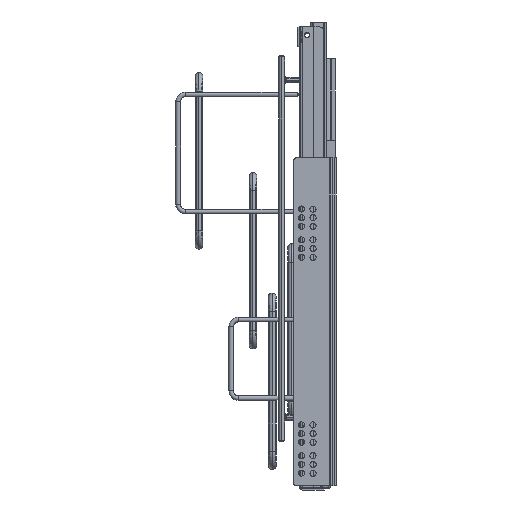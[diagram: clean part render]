
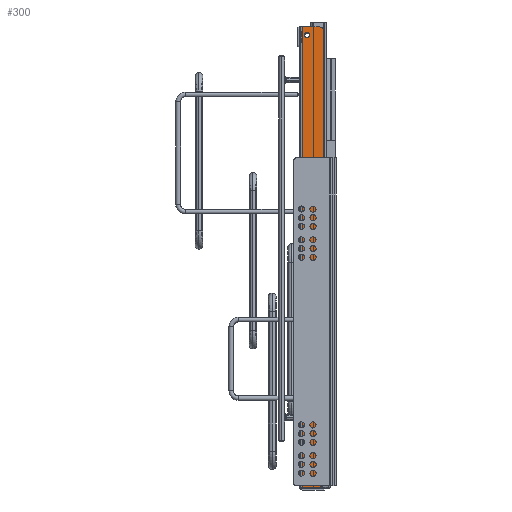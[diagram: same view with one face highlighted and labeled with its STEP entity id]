
A CAD part, left-side view. The second image highlights one B-rep face of the part: STEP entity #300.
In plain terms, the highlighted planar face has unit normal (-1, 0, 0).
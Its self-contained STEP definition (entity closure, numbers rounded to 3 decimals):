
#300 = ADVANCED_FACE ( 'NONE', ( #16346, #22640, #46589 ), #46051, .F. ) ;
#1006 = DIRECTION ( 'NONE',  ( 0., 0., -1. ) ) ;
#2066 = DIRECTION ( 'NONE',  ( 1., 0., 0. ) ) ;
#3019 = CARTESIAN_POINT ( 'NONE',  ( -4.2, -470.78, -6.1 ) ) ;
#3056 = DIRECTION ( 'NONE',  ( 0., 0., -1. ) ) ;
#3633 = CARTESIAN_POINT ( 'NONE',  ( -4.2, -479.53, -19. ) ) ;
#4001 = CIRCLE ( 'NONE', #10669, 5. ) ;
#4016 = CIRCLE ( 'NONE', #37917, 5. ) ;
#5143 = LINE ( 'NONE', #22877, #7440 ) ;
#5288 = EDGE_CURVE ( 'NONE', #24182, #16917, #30658, .T. ) ;
#6038 = DIRECTION ( 'NONE',  ( 1., 0., 0. ) ) ;
#6281 = DIRECTION ( 'NONE',  ( 1., 0., 0. ) ) ;
#6340 = AXIS2_PLACEMENT_3D ( 'NONE', #9522, #6038, #28375 ) ;
#6367 = DIRECTION ( 'NONE',  ( 0., 0., -1. ) ) ;
#6558 = ORIENTED_EDGE ( 'NONE', *, *, #19886, .T. ) ;
#6801 = ORIENTED_EDGE ( 'NONE', *, *, #5288, .F. ) ;
#6900 = VECTOR ( 'NONE', #33994, 1000. ) ;
#7103 = DIRECTION ( 'NONE',  ( 0., 0., -1. ) ) ;
#7130 = DIRECTION ( 'NONE',  ( 0., 1., 0. ) ) ;
#7440 = VECTOR ( 'NONE', #1006, 1000. ) ;
#8020 = CARTESIAN_POINT ( 'NONE',  ( -4.2, -470.78, -3.35 ) ) ;
#8066 = EDGE_LOOP ( 'NONE', ( #6801, #33248, #20647, #42743, #47017, #39147, #9904, #40727 ) ) ;
#8068 = CIRCLE ( 'NONE', #9850, 2.75 ) ;
#8130 = CARTESIAN_POINT ( 'NONE',  ( -4.2, -474.53, -24. ) ) ;
#9302 = LINE ( 'NONE', #10917, #41259 ) ;
#9319 = EDGE_CURVE ( 'NONE', #16917, #13528, #4001, .T. ) ;
#9522 = CARTESIAN_POINT ( 'NONE',  ( -4.2, -240.03, -12. ) ) ;
#9850 = AXIS2_PLACEMENT_3D ( 'NONE', #31100, #12430, #30793 ) ;
#9904 = ORIENTED_EDGE ( 'NONE', *, *, #14253, .F. ) ;
#10244 = CARTESIAN_POINT ( 'NONE',  ( -4.2, -7.03, -19. ) ) ;
#10669 = AXIS2_PLACEMENT_3D ( 'NONE', #39929, #25585, #29258 ) ;
#10917 = CARTESIAN_POINT ( 'NONE',  ( -4.2, -2.03, -1.5 ) ) ;
#12430 = DIRECTION ( 'NONE',  ( 1., 0., 0. ) ) ;
#13120 = ORIENTED_EDGE ( 'NONE', *, *, #28444, .T. ) ;
#13387 = CARTESIAN_POINT ( 'NONE',  ( -4.2, -474.53, -19. ) ) ;
#13528 = VERTEX_POINT ( 'NONE', #18443 ) ;
#13544 = DIRECTION ( 'NONE',  ( 0., -0.707, -0.707 ) ) ;
#13982 = DIRECTION ( 'NONE',  ( 1., 0., 0. ) ) ;
#14253 = EDGE_CURVE ( 'NONE', #13528, #41490, #45711, .T. ) ;
#14611 = CARTESIAN_POINT ( 'NONE',  ( -4.2, -7.03, -24. ) ) ;
#14778 = CARTESIAN_POINT ( 'NONE',  ( -4.2, -479.53, -1.5 ) ) ;
#16346 = FACE_OUTER_BOUND ( 'NONE', #8066, .T. ) ;
#16917 = VERTEX_POINT ( 'NONE', #22025 ) ;
#17220 = ORIENTED_EDGE ( 'NONE', *, *, #44704, .T. ) ;
#17407 = VERTEX_POINT ( 'NONE', #41239 ) ;
#18443 = CARTESIAN_POINT ( 'NONE',  ( -4.2, -474.53, -24. ) ) ;
#18865 = EDGE_LOOP ( 'NONE', ( #6558, #17220 ) ) ;
#19071 = ORIENTED_EDGE ( 'NONE', *, *, #39545, .T. ) ;
#19192 = EDGE_CURVE ( 'NONE', #27127, #17407, #9302, .T. ) ;
#19267 = VERTEX_POINT ( 'NONE', #43300 ) ;
#19886 = EDGE_CURVE ( 'NONE', #40956, #39381, #8068, .T. ) ;
#20284 = AXIS2_PLACEMENT_3D ( 'NONE', #3019, #28249, #6367 ) ;
#20647 = ORIENTED_EDGE ( 'NONE', *, *, #31421, .T. ) ;
#20789 = EDGE_CURVE ( 'NONE', #33846, #24182, #5143, .T. ) ;
#21146 = CARTESIAN_POINT ( 'NONE',  ( -4.2, -49.03, -6.1 ) ) ;
#22025 = CARTESIAN_POINT ( 'NONE',  ( -4.2, -478.066, -22.536 ) ) ;
#22129 = CARTESIAN_POINT ( 'NONE',  ( -4.2, -470.78, -8.85 ) ) ;
#22640 = FACE_BOUND ( 'NONE', #26927, .T. ) ;
#22877 = CARTESIAN_POINT ( 'NONE',  ( -4.2, -479.53, -1.5 ) ) ;
#23584 = CARTESIAN_POINT ( 'NONE',  ( -4.2, -49.03, -8.85 ) ) ;
#24182 = VERTEX_POINT ( 'NONE', #3633 ) ;
#25585 = DIRECTION ( 'NONE',  ( 1., 0., 0. ) ) ;
#26927 = EDGE_LOOP ( 'NONE', ( #13120, #19071 ) ) ;
#27127 = VERTEX_POINT ( 'NONE', #38463 ) ;
#28064 = VERTEX_POINT ( 'NONE', #8020 ) ;
#28249 = DIRECTION ( 'NONE',  ( 1., 0., 0. ) ) ;
#28375 = DIRECTION ( 'NONE',  ( 0., 1., 0. ) ) ;
#28444 = EDGE_CURVE ( 'NONE', #46254, #28064, #33542, .T. ) ;
#28584 = AXIS2_PLACEMENT_3D ( 'NONE', #13387, #2066, #13544 ) ;
#29258 = DIRECTION ( 'NONE',  ( 0., -0.707, -0.707 ) ) ;
#29629 = DIRECTION ( 'NONE',  ( 1., 0., 0. ) ) ;
#29831 = CARTESIAN_POINT ( 'NONE',  ( -4.2, -49.03, -3.35 ) ) ;
#30658 = CIRCLE ( 'NONE', #28584, 5. ) ;
#30793 = DIRECTION ( 'NONE',  ( 0., 0., 1. ) ) ;
#31100 = CARTESIAN_POINT ( 'NONE',  ( -4.2, -49.03, -6.1 ) ) ;
#31287 = CARTESIAN_POINT ( 'NONE',  ( -4.2, -479.53, -1.5 ) ) ;
#31421 = EDGE_CURVE ( 'NONE', #33846, #27127, #44340, .T. ) ;
#32019 = DIRECTION ( 'NONE',  ( 0., 0.707, -0.707 ) ) ;
#32729 = CARTESIAN_POINT ( 'NONE',  ( -4.2, -470.78, -6.1 ) ) ;
#33248 = ORIENTED_EDGE ( 'NONE', *, *, #20789, .F. ) ;
#33542 = CIRCLE ( 'NONE', #41027, 2.75 ) ;
#33846 = VERTEX_POINT ( 'NONE', #31287 ) ;
#33994 = DIRECTION ( 'NONE',  ( 0., 1., 0. ) ) ;
#36003 = CIRCLE ( 'NONE', #43689, 2.75 ) ;
#36504 = DIRECTION ( 'NONE',  ( 0., 0., 1. ) ) ;
#37917 = AXIS2_PLACEMENT_3D ( 'NONE', #46822, #13982, #32019 ) ;
#37922 = CIRCLE ( 'NONE', #20284, 2.75 ) ;
#38463 = CARTESIAN_POINT ( 'NONE',  ( -4.2, -2.03, -1.5 ) ) ;
#39147 = ORIENTED_EDGE ( 'NONE', *, *, #44607, .F. ) ;
#39381 = VERTEX_POINT ( 'NONE', #23584 ) ;
#39453 = DIRECTION ( 'NONE',  ( 0., 0.707, -0.707 ) ) ;
#39545 = EDGE_CURVE ( 'NONE', #28064, #46254, #37922, .T. ) ;
#39587 = DIRECTION ( 'NONE',  ( 1., 0., 0. ) ) ;
#39929 = CARTESIAN_POINT ( 'NONE',  ( -4.2, -474.53, -19. ) ) ;
#40727 = ORIENTED_EDGE ( 'NONE', *, *, #9319, .F. ) ;
#40956 = VERTEX_POINT ( 'NONE', #29831 ) ;
#41027 = AXIS2_PLACEMENT_3D ( 'NONE', #32729, #39587, #3056 ) ;
#41035 = AXIS2_PLACEMENT_3D ( 'NONE', #10244, #6281, #39453 ) ;
#41239 = CARTESIAN_POINT ( 'NONE',  ( -4.2, -2.03, -19. ) ) ;
#41259 = VECTOR ( 'NONE', #7103, 1000. ) ;
#41490 = VERTEX_POINT ( 'NONE', #14611 ) ;
#41494 = VECTOR ( 'NONE', #7130, 1000. ) ;
#42743 = ORIENTED_EDGE ( 'NONE', *, *, #19192, .T. ) ;
#43183 = CIRCLE ( 'NONE', #41035, 5. ) ;
#43300 = CARTESIAN_POINT ( 'NONE',  ( -4.2, -3.495, -22.536 ) ) ;
#43689 = AXIS2_PLACEMENT_3D ( 'NONE', #21146, #29629, #36504 ) ;
#44340 = LINE ( 'NONE', #14778, #41494 ) ;
#44607 = EDGE_CURVE ( 'NONE', #41490, #19267, #4016, .T. ) ;
#44704 = EDGE_CURVE ( 'NONE', #39381, #40956, #36003, .T. ) ;
#45711 = LINE ( 'NONE', #8130, #6900 ) ;
#46051 = PLANE ( 'NONE',  #6340 ) ;
#46254 = VERTEX_POINT ( 'NONE', #22129 ) ;
#46589 = FACE_BOUND ( 'NONE', #18865, .T. ) ;
#46716 = EDGE_CURVE ( 'NONE', #19267, #17407, #43183, .T. ) ;
#46822 = CARTESIAN_POINT ( 'NONE',  ( -4.2, -7.03, -19. ) ) ;
#47017 = ORIENTED_EDGE ( 'NONE', *, *, #46716, .F. ) ;
